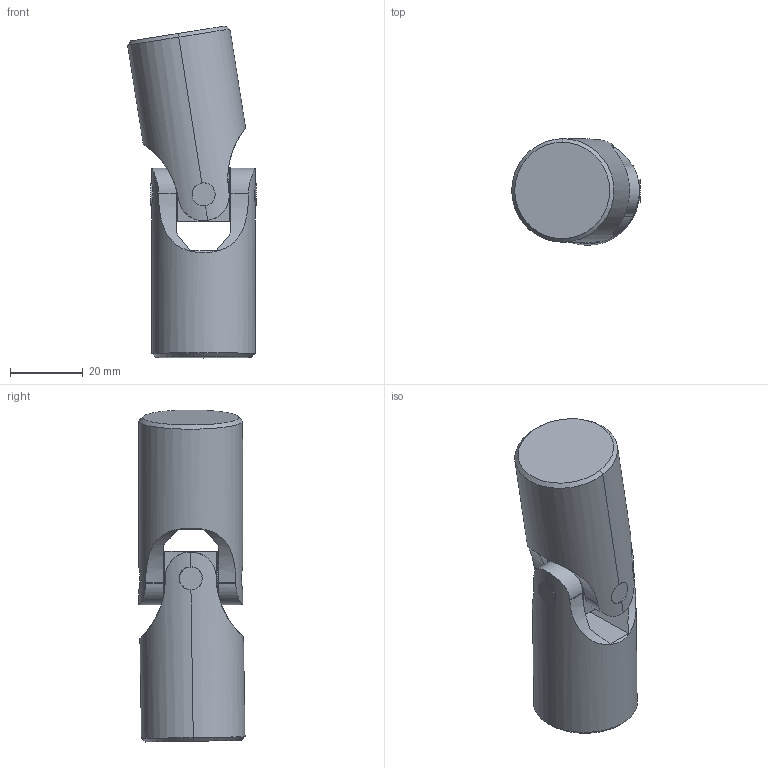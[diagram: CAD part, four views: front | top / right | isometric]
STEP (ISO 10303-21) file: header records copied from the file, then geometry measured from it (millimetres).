
FILE_DESCRIPTION((''),'2;1');
FILE_NAME('D-7_ASM','2013-05-02T',('ppetruska'),(''),'PRO/ENGINEER BY PARAMETRIC TECHNOLOGY CORPORATION, 2012480','PRO/ENGINEER BY PARAMETRIC TECHNOLOGY CORPORATION, 2012480','');
FILE_SCHEMA(('CONFIG_CONTROL_DESIGN'));
Length unit declared in the file: millimetre
Products named in the file (6): D-7-BLOCK; D-7-YOKE; D-7-MAIN_PIN_; D-7-HALF_PIN; D-7-RIVET_PIN; D-7_ASM
Assembly tree (7 placements, depth 2):
  D-7_ASM
    D-7-BLOCK
    D-7-YOKE  x2
    D-7-MAIN_PIN_
    D-7-HALF_PIN  x2
    D-7-RIVET_PIN
Bounding box: 35.36 x 29.14 x 91.22 mm (x, y, z)
Volume: 49112.9 mm3; surface area: 14606.6 mm2
Topology: 7 solids, 7 shells, 97 faces, 236 edges, 146 vertices
Faces by surface type: cylinder 53, plane 32, cone 12
Entity records: 10093 total; most frequent: CARTESIAN_POINT 8384, DIRECTION 342, ORIENTED_EDGE 320, EDGE_CURVE 160, AXIS2_PLACEMENT_3D 136, VERTEX_POINT 98, EDGE_LOOP 76, VECTOR 70
